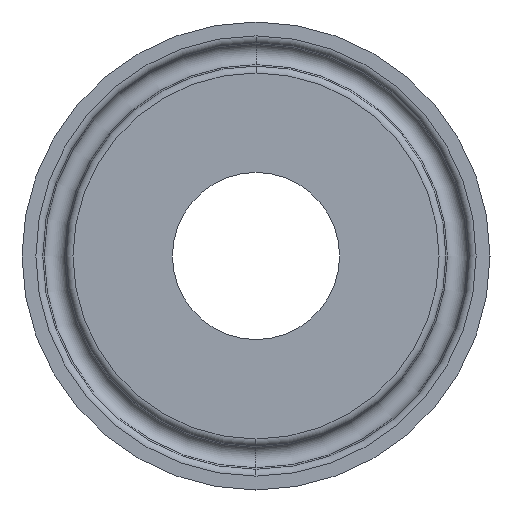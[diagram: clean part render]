
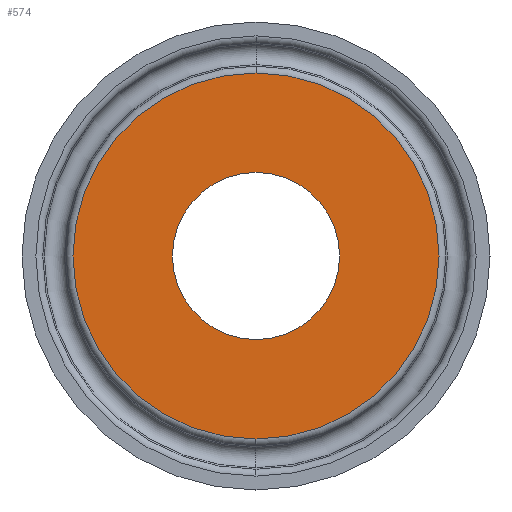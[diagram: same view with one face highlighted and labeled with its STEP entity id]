
A CAD part, left-side view. The second image highlights one B-rep face of the part: STEP entity #574.
In plain terms, the highlighted planar face has unit normal (-1, 0, 0).
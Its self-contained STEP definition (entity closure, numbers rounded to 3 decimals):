
#2 = EDGE_LOOP ( 'NONE', ( #37, #689 ) ) ;
#15 = DIRECTION ( 'NONE',  ( -1., 0., 0. ) ) ;
#37 = ORIENTED_EDGE ( 'NONE', *, *, #43, .T. ) ;
#43 = EDGE_CURVE ( 'NONE', #452, #656, #666, .T. ) ;
#51 = CARTESIAN_POINT ( 'NONE',  ( 0., 0., 0. ) ) ;
#57 = DIRECTION ( 'NONE',  ( 0., 0., -1. ) ) ;
#98 = CIRCLE ( 'NONE', #320, 9.02 ) ;
#134 = AXIS2_PLACEMENT_3D ( 'NONE', #51, #479, #368 ) ;
#262 = EDGE_CURVE ( 'NONE', #473, #623, #344, .T. ) ;
#272 = CARTESIAN_POINT ( 'NONE',  ( 0., 0., 19.747 ) ) ;
#276 = CARTESIAN_POINT ( 'NONE',  ( 0., 0., 0. ) ) ;
#294 = CARTESIAN_POINT ( 'NONE',  ( 0., 0., 0. ) ) ;
#320 = AXIS2_PLACEMENT_3D ( 'NONE', #294, #507, #356 ) ;
#330 = AXIS2_PLACEMENT_3D ( 'NONE', #276, #15, #446 ) ;
#344 = CIRCLE ( 'NONE', #531, 9.02 ) ;
#356 = DIRECTION ( 'NONE',  ( 0., 0., 1. ) ) ;
#363 = EDGE_CURVE ( 'NONE', #623, #473, #98, .T. ) ;
#368 = DIRECTION ( 'NONE',  ( 0., 0., 1. ) ) ;
#382 = PLANE ( 'NONE',  #477 ) ;
#390 = CARTESIAN_POINT ( 'NONE',  ( 0., 0., 9.02 ) ) ;
#394 = DIRECTION ( 'NONE',  ( -1., 0., 0. ) ) ;
#426 = FACE_OUTER_BOUND ( 'NONE', #2, .T. ) ;
#446 = DIRECTION ( 'NONE',  ( 0., 0., 1. ) ) ;
#452 = VERTEX_POINT ( 'NONE', #272 ) ;
#473 = VERTEX_POINT ( 'NONE', #589 ) ;
#477 = AXIS2_PLACEMENT_3D ( 'NONE', #539, #591, #57 ) ;
#478 = ORIENTED_EDGE ( 'NONE', *, *, #262, .F. ) ;
#479 = DIRECTION ( 'NONE',  ( -1., 0., 0. ) ) ;
#489 = CARTESIAN_POINT ( 'NONE',  ( 0., 0., 0. ) ) ;
#507 = DIRECTION ( 'NONE',  ( -1., 0., 0. ) ) ;
#513 = CARTESIAN_POINT ( 'NONE',  ( 0., 0., -19.747 ) ) ;
#531 = AXIS2_PLACEMENT_3D ( 'NONE', #489, #394, #604 ) ;
#534 = ORIENTED_EDGE ( 'NONE', *, *, #363, .F. ) ;
#539 = CARTESIAN_POINT ( 'NONE',  ( 0., 19.747, 0. ) ) ;
#574 = ADVANCED_FACE ( 'NONE', ( #637, #426 ), #382, .F. ) ;
#584 = EDGE_CURVE ( 'NONE', #656, #452, #587, .T. ) ;
#587 = CIRCLE ( 'NONE', #134, 19.747 ) ;
#589 = CARTESIAN_POINT ( 'NONE',  ( 0., 0., -9.02 ) ) ;
#591 = DIRECTION ( 'NONE',  ( 1., 0., 0. ) ) ;
#604 = DIRECTION ( 'NONE',  ( 0., 0., 1. ) ) ;
#623 = VERTEX_POINT ( 'NONE', #390 ) ;
#637 = FACE_BOUND ( 'NONE', #675, .T. ) ;
#656 = VERTEX_POINT ( 'NONE', #513 ) ;
#666 = CIRCLE ( 'NONE', #330, 19.747 ) ;
#675 = EDGE_LOOP ( 'NONE', ( #534, #478 ) ) ;
#689 = ORIENTED_EDGE ( 'NONE', *, *, #584, .T. ) ;
